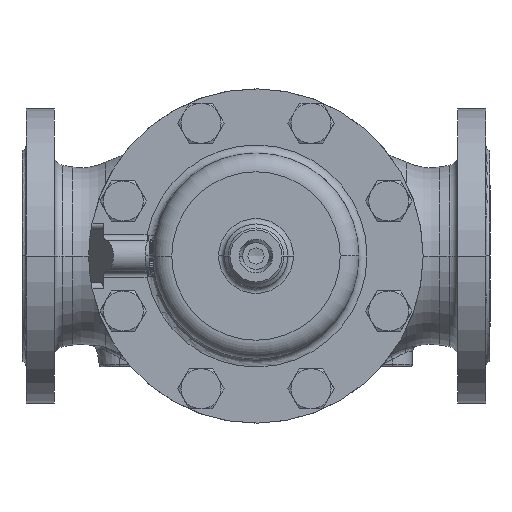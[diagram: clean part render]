
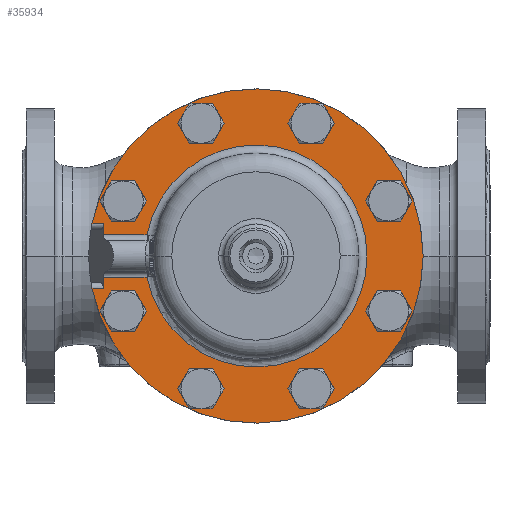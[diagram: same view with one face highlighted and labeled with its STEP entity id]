
A CAD part, front view. The second image highlights one B-rep face of the part: STEP entity #35934.
In plain terms, the highlighted planar face has unit normal (0, -1, 0).
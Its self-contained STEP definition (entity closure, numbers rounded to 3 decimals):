
#28947=CARTESIAN_POINT('',(-99.317,186.,-41.138));
#28948=DIRECTION('',(0.,1.,0.));
#28949=DIRECTION('',(-1.,0.,0.));
#28950=AXIS2_PLACEMENT_3D('',#28947,#28948,#28949);
#28952=CARTESIAN_POINT('',(-99.317,186.,-41.138));
#28953=DIRECTION('',(0.,1.,0.));
#28954=DIRECTION('',(1.,0.,0.));
#28955=AXIS2_PLACEMENT_3D('',#28952,#28953,#28954);
#28957=CARTESIAN_POINT('',(-41.138,186.,-99.317));
#28958=DIRECTION('',(0.,1.,0.));
#28959=DIRECTION('',(-1.,0.,0.));
#28960=AXIS2_PLACEMENT_3D('',#28957,#28958,#28959);
#28962=CARTESIAN_POINT('',(-41.138,186.,-99.317));
#28963=DIRECTION('',(0.,1.,0.));
#28964=DIRECTION('',(1.,0.,0.));
#28965=AXIS2_PLACEMENT_3D('',#28962,#28963,#28964);
#28967=CARTESIAN_POINT('',(41.138,186.,-99.317));
#28968=DIRECTION('',(0.,1.,0.));
#28969=DIRECTION('',(-1.,0.,0.));
#28970=AXIS2_PLACEMENT_3D('',#28967,#28968,#28969);
#28972=CARTESIAN_POINT('',(41.138,186.,-99.317));
#28973=DIRECTION('',(0.,1.,0.));
#28974=DIRECTION('',(1.,0.,0.));
#28975=AXIS2_PLACEMENT_3D('',#28972,#28973,#28974);
#28977=CARTESIAN_POINT('',(99.317,186.,-41.138));
#28978=DIRECTION('',(0.,1.,0.));
#28979=DIRECTION('',(-1.,0.,0.));
#28980=AXIS2_PLACEMENT_3D('',#28977,#28978,#28979);
#28982=CARTESIAN_POINT('',(99.317,186.,-41.138));
#28983=DIRECTION('',(0.,1.,0.));
#28984=DIRECTION('',(1.,0.,0.));
#28985=AXIS2_PLACEMENT_3D('',#28982,#28983,#28984);
#28987=CARTESIAN_POINT('',(99.317,186.,41.138));
#28988=DIRECTION('',(0.,1.,0.));
#28989=DIRECTION('',(-1.,0.,0.));
#28990=AXIS2_PLACEMENT_3D('',#28987,#28988,#28989);
#28992=CARTESIAN_POINT('',(99.317,186.,41.138));
#28993=DIRECTION('',(0.,1.,0.));
#28994=DIRECTION('',(1.,0.,0.));
#28995=AXIS2_PLACEMENT_3D('',#28992,#28993,#28994);
#28997=CARTESIAN_POINT('',(41.138,186.,99.317));
#28998=DIRECTION('',(0.,1.,0.));
#28999=DIRECTION('',(-1.,0.,0.));
#29000=AXIS2_PLACEMENT_3D('',#28997,#28998,#28999);
#29002=CARTESIAN_POINT('',(41.138,186.,99.317));
#29003=DIRECTION('',(0.,1.,0.));
#29004=DIRECTION('',(1.,0.,0.));
#29005=AXIS2_PLACEMENT_3D('',#29002,#29003,#29004);
#29007=CARTESIAN_POINT('',(-41.138,186.,99.317));
#29008=DIRECTION('',(0.,1.,0.));
#29009=DIRECTION('',(-1.,0.,0.));
#29010=AXIS2_PLACEMENT_3D('',#29007,#29008,#29009);
#29012=CARTESIAN_POINT('',(-41.138,186.,99.317));
#29013=DIRECTION('',(0.,1.,0.));
#29014=DIRECTION('',(1.,0.,0.));
#29015=AXIS2_PLACEMENT_3D('',#29012,#29013,#29014);
#29017=CARTESIAN_POINT('',(-99.317,186.,41.138));
#29018=DIRECTION('',(0.,1.,0.));
#29019=DIRECTION('',(-1.,0.,0.));
#29020=AXIS2_PLACEMENT_3D('',#29017,#29018,#29019);
#29022=CARTESIAN_POINT('',(-99.317,186.,41.138));
#29023=DIRECTION('',(0.,1.,0.));
#29024=DIRECTION('',(1.,0.,0.));
#29025=AXIS2_PLACEMENT_3D('',#29022,#29023,#29024);
#29027=DIRECTION('',(-1.,0.,0.));
#29028=VECTOR('',#29027,8.644);
#29029=CARTESIAN_POINT('',(-114.03,186.,-24.));
#29030=LINE('',#29029,#29028);
#29031=DIRECTION('',(1.,0.,0.));
#29032=VECTOR('',#29031,32.532);
#29033=CARTESIAN_POINT('',(-114.03,186.,-15.716));
#29034=LINE('',#29033,#29032);
#29035=DIRECTION('',(1.,0.,0.));
#29036=VECTOR('',#29035,32.532);
#29037=CARTESIAN_POINT('',(-114.03,186.,15.716));
#29038=LINE('',#29037,#29036);
#29039=DIRECTION('',(1.,0.,0.));
#29040=VECTOR('',#29039,8.644);
#29041=CARTESIAN_POINT('',(-122.674,186.,24.));
#29042=LINE('',#29041,#29040);
#29161=CARTESIAN_POINT('',(-122.674,186.,-24.));
#29170=CARTESIAN_POINT('',(0.,186.,0.));
#29171=DIRECTION('',(0.,1.,0.));
#29172=DIRECTION('',(1.,0.,0.));
#29173=AXIS2_PLACEMENT_3D('',#29170,#29171,#29172);
#29200=DIRECTION('',(0.,0.,-1.));
#29201=VECTOR('',#29200,8.284);
#29202=CARTESIAN_POINT('',(-114.03,186.,24.));
#29203=LINE('',#29202,#29201);
#29204=DIRECTION('',(0.,0.,-1.));
#29205=VECTOR('',#29204,8.284);
#29206=CARTESIAN_POINT('',(-114.03,186.,-15.716));
#29207=LINE('',#29206,#29205);
#29231=CARTESIAN_POINT('',(-122.674,186.,24.));
#29250=CARTESIAN_POINT('',(0.,186.,0.));
#29251=DIRECTION('',(0.,-1.,0.));
#29252=DIRECTION('',(1.,0.,0.));
#29253=AXIS2_PLACEMENT_3D('',#29250,#29251,#29252);
#29265=CARTESIAN_POINT('',(-114.03,186.,15.716));
#31959=CARTESIAN_POINT('',(-114.03,186.,-15.716));
#31970=CARTESIAN_POINT('',(0.,186.,0.));
#31971=DIRECTION('',(0.,1.,0.));
#31972=DIRECTION('',(-0.982,0.,0.189));
#31973=AXIS2_PLACEMENT_3D('',#31970,#31971,#31972);
#34340=CARTESIAN_POINT('',(125.,186.,0.));
#34342=VERTEX_POINT('',#34340);
#34358=CARTESIAN_POINT('',(-110.317,186.,-41.138));
#34359=CARTESIAN_POINT('',(-88.317,186.,-41.138));
#34360=VERTEX_POINT('',#34358);
#34361=VERTEX_POINT('',#34359);
#34372=CARTESIAN_POINT('',(-52.138,186.,-99.317));
#34373=CARTESIAN_POINT('',(-30.138,186.,-99.317));
#34374=VERTEX_POINT('',#34372);
#34375=VERTEX_POINT('',#34373);
#34386=CARTESIAN_POINT('',(30.138,186.,-99.317));
#34387=CARTESIAN_POINT('',(52.138,186.,-99.317));
#34388=VERTEX_POINT('',#34386);
#34389=VERTEX_POINT('',#34387);
#34400=CARTESIAN_POINT('',(88.317,186.,-41.138));
#34401=CARTESIAN_POINT('',(110.317,186.,-41.138));
#34402=VERTEX_POINT('',#34400);
#34403=VERTEX_POINT('',#34401);
#34414=CARTESIAN_POINT('',(88.317,186.,41.138));
#34415=CARTESIAN_POINT('',(110.317,186.,41.138));
#34416=VERTEX_POINT('',#34414);
#34417=VERTEX_POINT('',#34415);
#34428=CARTESIAN_POINT('',(30.138,186.,99.317));
#34429=CARTESIAN_POINT('',(52.138,186.,99.317));
#34430=VERTEX_POINT('',#34428);
#34431=VERTEX_POINT('',#34429);
#34442=CARTESIAN_POINT('',(-52.138,186.,99.317));
#34443=CARTESIAN_POINT('',(-30.138,186.,99.317));
#34444=VERTEX_POINT('',#34442);
#34445=VERTEX_POINT('',#34443);
#34456=CARTESIAN_POINT('',(-110.317,186.,41.138));
#34457=CARTESIAN_POINT('',(-88.317,186.,41.138));
#34458=VERTEX_POINT('',#34456);
#34459=VERTEX_POINT('',#34457);
#34475=VERTEX_POINT('',#31959);
#34476=VERTEX_POINT('',#29265);
#34486=CARTESIAN_POINT('',(-81.498,186.,-15.716));
#34488=VERTEX_POINT('',#34486);
#34490=CARTESIAN_POINT('',(-81.498,186.,15.716));
#34491=VERTEX_POINT('',#34490);
#34496=VERTEX_POINT('',#29161);
#34500=CARTESIAN_POINT('',(-114.03,186.,-24.));
#34501=VERTEX_POINT('',#34500);
#34506=VERTEX_POINT('',#29231);
#34507=CARTESIAN_POINT('',(-114.03,186.,24.));
#34508=VERTEX_POINT('',#34507);
#35862=CARTESIAN_POINT('',(0.,186.,0.));
#35863=DIRECTION('',(0.,1.,0.));
#35864=DIRECTION('',(1.,0.,0.));
#35865=AXIS2_PLACEMENT_3D('',#35862,#35863,#35864);
#35866=PLANE('',#35865);
#35868=ORIENTED_EDGE('',*,*,#35867,.F.);
#35870=ORIENTED_EDGE('',*,*,#35869,.F.);
#35872=ORIENTED_EDGE('',*,*,#35871,.T.);
#35874=ORIENTED_EDGE('',*,*,#35873,.F.);
#35876=ORIENTED_EDGE('',*,*,#35875,.F.);
#35878=ORIENTED_EDGE('',*,*,#35877,.F.);
#35880=ORIENTED_EDGE('',*,*,#35879,.F.);
#35882=ORIENTED_EDGE('',*,*,#35881,.F.);
#35884=ORIENTED_EDGE('',*,*,#35883,.T.);
#35885=EDGE_LOOP('',(#35868,#35870,#35872,#35874,#35876,#35878,#35880,#35882,
#35884));
#35886=FACE_OUTER_BOUND('',#35885,.F.);
#35888=ORIENTED_EDGE('',*,*,#35887,.F.);
#35890=ORIENTED_EDGE('',*,*,#35889,.F.);
#35891=EDGE_LOOP('',(#35888,#35890));
#35892=FACE_BOUND('',#35891,.F.);
#35894=ORIENTED_EDGE('',*,*,#35893,.F.);
#35896=ORIENTED_EDGE('',*,*,#35895,.F.);
#35897=EDGE_LOOP('',(#35894,#35896));
#35898=FACE_BOUND('',#35897,.F.);
#35900=ORIENTED_EDGE('',*,*,#35899,.F.);
#35902=ORIENTED_EDGE('',*,*,#35901,.F.);
#35903=EDGE_LOOP('',(#35900,#35902));
#35904=FACE_BOUND('',#35903,.F.);
#35906=ORIENTED_EDGE('',*,*,#35905,.F.);
#35908=ORIENTED_EDGE('',*,*,#35907,.F.);
#35909=EDGE_LOOP('',(#35906,#35908));
#35910=FACE_BOUND('',#35909,.F.);
#35912=ORIENTED_EDGE('',*,*,#35911,.F.);
#35914=ORIENTED_EDGE('',*,*,#35913,.F.);
#35915=EDGE_LOOP('',(#35912,#35914));
#35916=FACE_BOUND('',#35915,.F.);
#35918=ORIENTED_EDGE('',*,*,#35917,.F.);
#35920=ORIENTED_EDGE('',*,*,#35919,.F.);
#35921=EDGE_LOOP('',(#35918,#35920));
#35922=FACE_BOUND('',#35921,.F.);
#35923=ORIENTED_EDGE('',*,*,#35848,.F.);
#35925=ORIENTED_EDGE('',*,*,#35924,.F.);
#35926=EDGE_LOOP('',(#35923,#35925));
#35927=FACE_BOUND('',#35926,.F.);
#35929=ORIENTED_EDGE('',*,*,#35928,.F.);
#35931=ORIENTED_EDGE('',*,*,#35930,.F.);
#35932=EDGE_LOOP('',(#35929,#35931));
#35933=FACE_BOUND('',#35932,.F.);
#35934=ADVANCED_FACE('',(#35886,#35892,#35898,#35904,#35910,#35916,#35922,
#35927,#35933),#35866,.F.);
#28951=CIRCLE('',#28950,11.);
#28956=CIRCLE('',#28955,11.);
#28961=CIRCLE('',#28960,11.);
#28966=CIRCLE('',#28965,11.);
#28971=CIRCLE('',#28970,11.);
#28976=CIRCLE('',#28975,11.);
#28981=CIRCLE('',#28980,11.);
#28986=CIRCLE('',#28985,11.);
#28991=CIRCLE('',#28990,11.);
#28996=CIRCLE('',#28995,11.);
#29001=CIRCLE('',#29000,11.);
#29006=CIRCLE('',#29005,11.);
#29011=CIRCLE('',#29010,11.);
#29016=CIRCLE('',#29015,11.);
#29021=CIRCLE('',#29020,11.);
#29026=CIRCLE('',#29025,11.);
#29174=CIRCLE('',#29173,125.);
#29254=CIRCLE('',#29253,125.);
#31974=CIRCLE('',#31973,83.);
#35848=EDGE_CURVE('',#34458,#34459,#29021,.T.);
#35867=EDGE_CURVE('',#34501,#34496,#29030,.T.);
#35869=EDGE_CURVE('',#34475,#34501,#29207,.T.);
#35871=EDGE_CURVE('',#34475,#34488,#29034,.T.);
#35873=EDGE_CURVE('',#34491,#34488,#31974,.T.);
#35875=EDGE_CURVE('',#34476,#34491,#29038,.T.);
#35877=EDGE_CURVE('',#34508,#34476,#29203,.T.);
#35879=EDGE_CURVE('',#34506,#34508,#29042,.T.);
#35881=EDGE_CURVE('',#34342,#34506,#29254,.T.);
#35883=EDGE_CURVE('',#34342,#34496,#29174,.T.);
#35887=EDGE_CURVE('',#34374,#34375,#28961,.T.);
#35889=EDGE_CURVE('',#34375,#34374,#28966,.T.);
#35893=EDGE_CURVE('',#34388,#34389,#28971,.T.);
#35895=EDGE_CURVE('',#34389,#34388,#28976,.T.);
#35899=EDGE_CURVE('',#34402,#34403,#28981,.T.);
#35901=EDGE_CURVE('',#34403,#34402,#28986,.T.);
#35905=EDGE_CURVE('',#34416,#34417,#28991,.T.);
#35907=EDGE_CURVE('',#34417,#34416,#28996,.T.);
#35911=EDGE_CURVE('',#34430,#34431,#29001,.T.);
#35913=EDGE_CURVE('',#34431,#34430,#29006,.T.);
#35917=EDGE_CURVE('',#34444,#34445,#29011,.T.);
#35919=EDGE_CURVE('',#34445,#34444,#29016,.T.);
#35924=EDGE_CURVE('',#34459,#34458,#29026,.T.);
#35928=EDGE_CURVE('',#34360,#34361,#28951,.T.);
#35930=EDGE_CURVE('',#34361,#34360,#28956,.T.);
